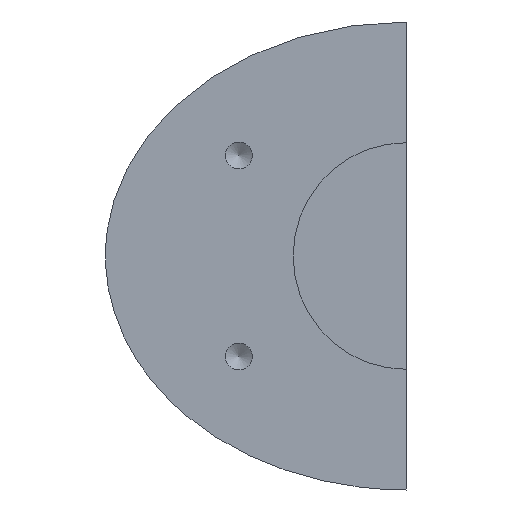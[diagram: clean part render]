
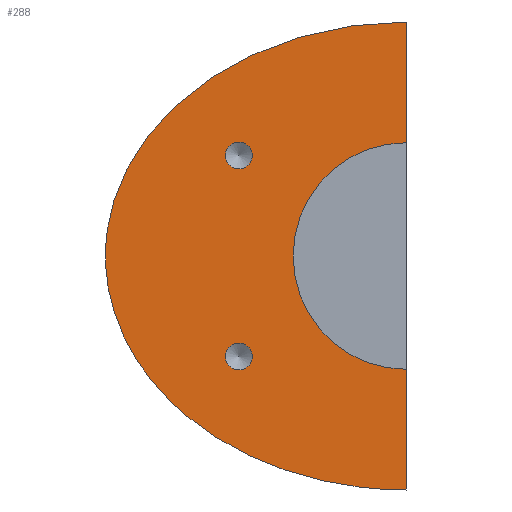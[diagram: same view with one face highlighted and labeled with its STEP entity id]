
A CAD part, left-side view. The second image highlights one B-rep face of the part: STEP entity #288.
In plain terms, the highlighted planar face has unit normal (-1, 0, 0).
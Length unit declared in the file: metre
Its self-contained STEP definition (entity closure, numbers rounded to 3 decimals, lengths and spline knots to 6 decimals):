
#19=PLANE('',#327);
#29=LINE('',#669,#39);
#30=LINE('',#673,#40);
#39=VECTOR('',#383,1.);
#40=VECTOR('',#386,1.);
#61=CIRCLE('',#328,0.002);
#62=CIRCLE('',#329,0.002);
#63=CIRCLE('',#330,0.0169);
#94=ORIENTED_EDGE('',*,*,#162,.F.);
#95=ORIENTED_EDGE('',*,*,#163,.F.);
#96=ORIENTED_EDGE('',*,*,#150,.T.);
#97=ORIENTED_EDGE('',*,*,#164,.T.);
#98=ORIENTED_EDGE('',*,*,#165,.T.);
#99=ORIENTED_EDGE('',*,*,#166,.T.);
#150=EDGE_CURVE('',#187,#186,#215,.T.);
#162=EDGE_CURVE('',#194,#194,#61,.F.);
#163=EDGE_CURVE('',#195,#195,#62,.F.);
#164=EDGE_CURVE('',#186,#196,#29,.T.);
#165=EDGE_CURVE('',#196,#197,#63,.T.);
#166=EDGE_CURVE('',#197,#187,#30,.T.);
#186=VERTEX_POINT('',#593);
#187=VERTEX_POINT('',#623);
#194=VERTEX_POINT('',#666);
#195=VERTEX_POINT('',#668);
#196=VERTEX_POINT('',#670);
#197=VERTEX_POINT('',#672);
#215=B_SPLINE_CURVE_WITH_KNOTS('',3,(#594,#595,#596,#597,#598,#599,#600,
#601,#602,#603,#604,#605,#606,#607,#608,#609,#610,#611,#612,#613,#614,#615,
#616,#617,#618,#619,#620,#621,#622),.UNSPECIFIED.,.F.,.F.,(4,1,1,1,1,1,
1,1,1,1,1,1,1,1,1,1,1,1,1,1,1,1,1,1,1,1,4),(0.06531,0.073123,
0.080937,0.088751,0.092658,0.096565,
0.100472,0.104379,0.108285,0.112192,
0.116099,0.120006,0.12782,0.131727,
0.135634,0.139541,0.143447,0.147354,
0.151261,0.155168,0.159075,0.162982,
0.166889,0.174702,0.178609,0.182516,
0.19033),.UNSPECIFIED.);
#225=EDGE_LOOP('',(#94));
#226=EDGE_LOOP('',(#95));
#227=EDGE_LOOP('',(#96,#97,#98,#99));
#256=FACE_BOUND('',#225,.T.);
#257=FACE_BOUND('',#226,.T.);
#258=FACE_BOUND('',#227,.T.);
#288=ADVANCED_FACE('',(#256,#257,#258),#19,.F.);
#327=AXIS2_PLACEMENT_3D('',#664,#377,#378);
#328=AXIS2_PLACEMENT_3D('',#665,#379,#380);
#329=AXIS2_PLACEMENT_3D('',#667,#381,#382);
#330=AXIS2_PLACEMENT_3D('',#671,#384,#385);
#377=DIRECTION('',(1.,0.,0.));
#378=DIRECTION('',(0.,0.,-1.));
#379=DIRECTION('',(1.,0.,0.));
#380=DIRECTION('',(0.,-1.,0.));
#381=DIRECTION('',(1.,0.,0.));
#382=DIRECTION('',(0.,-1.,0.));
#383=DIRECTION('',(0.,0.,1.));
#384=DIRECTION('',(1.,0.,0.));
#385=DIRECTION('',(0.,-1.,0.));
#386=DIRECTION('',(0.,0.,1.));
#593=CARTESIAN_POINT('',(0.005,0.,-0.0349));
#594=CARTESIAN_POINT('',(0.005,0.,0.0349));
#595=CARTESIAN_POINT('',(0.005,0.002606,0.0349));
#596=CARTESIAN_POINT('',(0.005,0.007791,0.034554));
#597=CARTESIAN_POINT('',(0.005,0.015561,0.032935));
#598=CARTESIAN_POINT('',(0.005,0.021647,0.030704));
#599=CARTESIAN_POINT('',(0.005,0.026278,0.028361));
#600=CARTESIAN_POINT('',(0.005,0.029631,0.026292));
#601=CARTESIAN_POINT('',(0.005,0.032801,0.023914));
#602=CARTESIAN_POINT('',(0.005,0.03569,0.021271));
#603=CARTESIAN_POINT('',(0.005,0.038307,0.018326));
#604=CARTESIAN_POINT('',(0.005,0.040593,0.015068));
#605=CARTESIAN_POINT('',(0.005,0.042433,0.011618));
#606=CARTESIAN_POINT('',(0.005,0.0443,0.00664));
#607=CARTESIAN_POINT('',(0.005,0.045086,0.001468));
#608=CARTESIAN_POINT('',(0.005,0.044722,-0.003849));
#609=CARTESIAN_POINT('',(0.005,0.043893,-0.00768));
#610=CARTESIAN_POINT('',(0.005,0.042524,-0.011418));
#611=CARTESIAN_POINT('',(0.005,0.040686,-0.014915));
#612=CARTESIAN_POINT('',(0.005,0.038439,-0.018158));
#613=CARTESIAN_POINT('',(0.005,0.035813,-0.021149));
#614=CARTESIAN_POINT('',(0.005,0.032925,-0.023811));
#615=CARTESIAN_POINT('',(0.005,0.029762,-0.026204));
#616=CARTESIAN_POINT('',(0.005,0.026405,-0.02829));
#617=CARTESIAN_POINT('',(0.005,0.021759,-0.030659));
#618=CARTESIAN_POINT('',(0.005,0.016832,-0.032473));
#619=CARTESIAN_POINT('',(0.005,0.011707,-0.03374));
#620=CARTESIAN_POINT('',(0.005,0.006556,-0.034631));
#621=CARTESIAN_POINT('',(0.005,0.002635,-0.0349));
#622=CARTESIAN_POINT('',(0.005,0.,-0.0349));
#623=CARTESIAN_POINT('',(0.005,0.,0.0349));
#664=CARTESIAN_POINT('',(0.005,0.,0.));
#665=CARTESIAN_POINT('',(0.005,0.025,-0.015));
#666=CARTESIAN_POINT('',(0.005,0.023,-0.015));
#667=CARTESIAN_POINT('',(0.005,0.025,0.015));
#668=CARTESIAN_POINT('',(0.005,0.023,0.015));
#669=CARTESIAN_POINT('',(0.005,0.,0.));
#670=CARTESIAN_POINT('',(0.005,0.,-0.0169));
#671=CARTESIAN_POINT('',(0.005,0.,0.));
#672=CARTESIAN_POINT('',(0.005,0.,0.0169));
#673=CARTESIAN_POINT('',(0.005,0.,0.));
